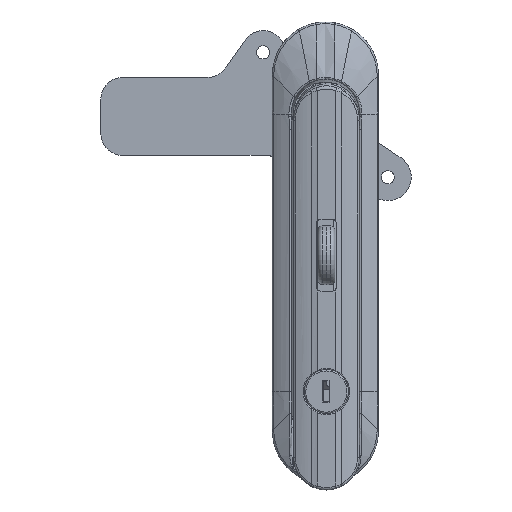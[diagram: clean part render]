
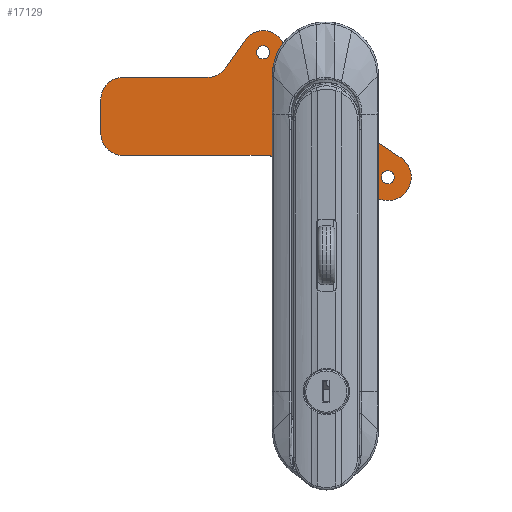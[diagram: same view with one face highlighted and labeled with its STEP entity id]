
A CAD part, top view. The second image highlights one B-rep face of the part: STEP entity #17129.
In plain terms, the highlighted face is planar.
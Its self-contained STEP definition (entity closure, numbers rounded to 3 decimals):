
#1492=FACE_BOUND('',#2970,.T.);
#1493=FACE_BOUND('',#2971,.T.);
#1494=FACE_BOUND('',#2972,.T.);
#1893=FACE_OUTER_BOUND('',#2969,.T.);
#2969=EDGE_LOOP('',(#12609,#12610,#12611,#12612,#12613,#12614,#12615,#12616,
#12617,#12618,#12619,#12620,#12621));
#2970=EDGE_LOOP('',(#12622,#12623,#12624,#12625));
#2971=EDGE_LOOP('',(#12626));
#2972=EDGE_LOOP('',(#12627));
#4017=CIRCLE('',#18346,2.1);
#4019=CIRCLE('',#18349,2.1);
#4021=CIRCLE('',#18352,11.5);
#4023=CIRCLE('',#18356,7.);
#4025=CIRCLE('',#18360,7.);
#4027=CIRCLE('',#18364,7.);
#4029=CIRCLE('',#18368,7.);
#4031=CIRCLE('',#18372,54.922);
#4033=CIRCLE('',#18375,7.5);
#4837=LINE('',#35360,#5929);
#4840=LINE('',#35366,#5932);
#4843=LINE('',#35372,#5935);
#4846=LINE('',#35376,#5938);
#4851=LINE('',#35401,#5943);
#4855=LINE('',#35413,#5947);
#4859=LINE('',#35425,#5951);
#4863=LINE('',#35437,#5955);
#4867=LINE('',#35449,#5959);
#4871=LINE('',#35464,#5963);
#5929=VECTOR('',#20869,10.2);
#5932=VECTOR('',#20874,10.2);
#5935=VECTOR('',#20879,10.2);
#5938=VECTOR('',#20884,10.2);
#5943=VECTOR('',#20909,16.102);
#5947=VECTOR('',#20921,10.845);
#5951=VECTOR('',#20933,27.319);
#5955=VECTOR('',#20945,11.);
#5959=VECTOR('',#20957,45.);
#5963=VECTOR('',#20975,16.513);
#7239=VERTEX_POINT('',#35357);
#7240=VERTEX_POINT('',#35359);
#7242=VERTEX_POINT('',#35365);
#7244=VERTEX_POINT('',#35371);
#7246=VERTEX_POINT('',#35380);
#7248=VERTEX_POINT('',#35385);
#7251=VERTEX_POINT('',#35391);
#7252=VERTEX_POINT('',#35393);
#7254=VERTEX_POINT('',#35399);
#7256=VERTEX_POINT('',#35405);
#7258=VERTEX_POINT('',#35411);
#7260=VERTEX_POINT('',#35417);
#7262=VERTEX_POINT('',#35423);
#7264=VERTEX_POINT('',#35429);
#7266=VERTEX_POINT('',#35435);
#7268=VERTEX_POINT('',#35441);
#7270=VERTEX_POINT('',#35447);
#7272=VERTEX_POINT('',#35453);
#7274=VERTEX_POINT('',#35459);
#9201=EDGE_CURVE('',#7240,#7239,#4837,.T.);
#9204=EDGE_CURVE('',#7242,#7240,#4840,.T.);
#9207=EDGE_CURVE('',#7244,#7242,#4843,.T.);
#9210=EDGE_CURVE('',#7239,#7244,#4846,.T.);
#9212=EDGE_CURVE('',#7246,#7246,#4017,.T.);
#9214=EDGE_CURVE('',#7248,#7248,#4019,.T.);
#9217=EDGE_CURVE('',#7252,#7251,#4021,.T.);
#9221=EDGE_CURVE('',#7251,#7254,#4851,.T.);
#9224=EDGE_CURVE('',#7254,#7256,#4023,.T.);
#9227=EDGE_CURVE('',#7256,#7258,#4855,.T.);
#9230=EDGE_CURVE('',#7258,#7260,#4025,.T.);
#9233=EDGE_CURVE('',#7260,#7262,#4859,.T.);
#9236=EDGE_CURVE('',#7262,#7264,#4027,.T.);
#9239=EDGE_CURVE('',#7264,#7266,#4863,.T.);
#9242=EDGE_CURVE('',#7266,#7268,#4029,.T.);
#9245=EDGE_CURVE('',#7268,#7270,#4867,.T.);
#9248=EDGE_CURVE('',#7270,#7272,#4031,.T.);
#9251=EDGE_CURVE('',#7272,#7274,#4033,.T.);
#9253=EDGE_CURVE('',#7274,#7252,#4871,.T.);
#12609=ORIENTED_EDGE('',*,*,#9253,.T.);
#12610=ORIENTED_EDGE('',*,*,#9217,.T.);
#12611=ORIENTED_EDGE('',*,*,#9221,.T.);
#12612=ORIENTED_EDGE('',*,*,#9224,.T.);
#12613=ORIENTED_EDGE('',*,*,#9227,.T.);
#12614=ORIENTED_EDGE('',*,*,#9230,.T.);
#12615=ORIENTED_EDGE('',*,*,#9233,.T.);
#12616=ORIENTED_EDGE('',*,*,#9236,.T.);
#12617=ORIENTED_EDGE('',*,*,#9239,.T.);
#12618=ORIENTED_EDGE('',*,*,#9242,.T.);
#12619=ORIENTED_EDGE('',*,*,#9245,.T.);
#12620=ORIENTED_EDGE('',*,*,#9248,.T.);
#12621=ORIENTED_EDGE('',*,*,#9251,.T.);
#12622=ORIENTED_EDGE('',*,*,#9201,.T.);
#12623=ORIENTED_EDGE('',*,*,#9210,.T.);
#12624=ORIENTED_EDGE('',*,*,#9207,.T.);
#12625=ORIENTED_EDGE('',*,*,#9204,.T.);
#12626=ORIENTED_EDGE('',*,*,#9212,.T.);
#12627=ORIENTED_EDGE('',*,*,#9214,.T.);
#16495=PLANE('',#18378);
#17129=ADVANCED_FACE('',(#1893,#1492,#1493,#1494),#16495,.F.);
#18346=AXIS2_PLACEMENT_3D('',#35381,#20889,#20890);
#18349=AXIS2_PLACEMENT_3D('',#35386,#20895,#20896);
#18352=AXIS2_PLACEMENT_3D('',#35394,#20902,#20903);
#18356=AXIS2_PLACEMENT_3D('',#35407,#20915,#20916);
#18360=AXIS2_PLACEMENT_3D('',#35419,#20927,#20928);
#18364=AXIS2_PLACEMENT_3D('',#35431,#20939,#20940);
#18368=AXIS2_PLACEMENT_3D('',#35443,#20951,#20952);
#18372=AXIS2_PLACEMENT_3D('',#35455,#20963,#20964);
#18375=AXIS2_PLACEMENT_3D('',#35461,#20970,#20971);
#18378=AXIS2_PLACEMENT_3D('',#35466,#20978,#20979);
#20869=DIRECTION('',(0.707,0.707,0.));
#20874=DIRECTION('',(0.707,-0.707,0.));
#20879=DIRECTION('',(-0.707,-0.707,0.));
#20884=DIRECTION('',(-0.707,0.707,0.));
#20889=DIRECTION('center_axis',(0.,0.,1.));
#20890=DIRECTION('ref_axis',(-1.,0.,0.));
#20895=DIRECTION('center_axis',(0.,0.,1.));
#20896=DIRECTION('ref_axis',(-1.,0.,0.));
#20902=DIRECTION('center_axis',(0.,0.,-1.));
#20903=DIRECTION('ref_axis',(-0.478,-0.878,0.));
#20909=DIRECTION('',(0.533,0.846,0.));
#20915=DIRECTION('center_axis',(0.,0.,-1.));
#20916=DIRECTION('ref_axis',(-0.824,-0.567,0.));
#20921=DIRECTION('',(0.567,-0.824,0.));
#20927=DIRECTION('center_axis',(0.,0.,1.));
#20928=DIRECTION('ref_axis',(-0.824,-0.567,0.));
#20933=DIRECTION('',(1.,0.,0.));
#20939=DIRECTION('center_axis',(0.,0.,-1.));
#20940=DIRECTION('ref_axis',(-1.,0.,0.));
#20945=DIRECTION('',(0.,-1.,0.));
#20951=DIRECTION('center_axis',(0.,0.,-1.));
#20952=DIRECTION('ref_axis',(0.,1.,0.));
#20957=DIRECTION('',(-1.,0.,0.));
#20963=DIRECTION('center_axis',(0.,0.,1.));
#20964=DIRECTION('ref_axis',(0.,1.,0.));
#20970=DIRECTION('center_axis',(0.,0.,-1.));
#20971=DIRECTION('ref_axis',(0.563,-0.826,0.));
#20975=DIRECTION('',(0.826,0.563,0.));
#20978=DIRECTION('center_axis',(0.,0.,1.));
#20979=DIRECTION('ref_axis',(1.,0.,0.));
#35357=CARTESIAN_POINT('',(7.212,0.,0.));
#35359=CARTESIAN_POINT('',(0.,-7.212,0.));
#35360=CARTESIAN_POINT('',(10.335,3.123,0.));
#35365=CARTESIAN_POINT('',(-7.212,0.,0.));
#35366=CARTESIAN_POINT('',(4.156,-11.368,0.));
#35371=CARTESIAN_POINT('',(0.,7.212,0.));
#35372=CARTESIAN_POINT('',(-0.483,6.729,0.));
#35376=CARTESIAN_POINT('',(7.762,-0.55,0.));
#35380=CARTESIAN_POINT('',(-17.9,-20.,0.));
#35381=CARTESIAN_POINT('Origin',(-20.,-20.,0.));
#35385=CARTESIAN_POINT('',(22.1,20.,0.));
#35386=CARTESIAN_POINT('Origin',(20.,20.,0.));
#35391=CARTESIAN_POINT('',(5.5,10.1,0.));
#35393=CARTESIAN_POINT('',(-10.583,-4.5,0.));
#35394=CARTESIAN_POINT('Origin',(0.,0.,0.));
#35399=CARTESIAN_POINT('',(14.075,23.728,0.));
#35401=CARTESIAN_POINT('',(5.5,10.1,0.));
#35405=CARTESIAN_POINT('',(25.767,23.967,0.));
#35407=CARTESIAN_POINT('Origin',(20.,20.,0.));
#35411=CARTESIAN_POINT('',(31.914,15.033,0.));
#35413=CARTESIAN_POINT('',(25.767,23.967,0.));
#35417=CARTESIAN_POINT('',(37.681,12.,0.));
#35419=CARTESIAN_POINT('Origin',(37.681,19.,0.));
#35423=CARTESIAN_POINT('',(65.,12.,0.));
#35425=CARTESIAN_POINT('',(37.681,12.,0.));
#35429=CARTESIAN_POINT('',(72.,5.,0.));
#35431=CARTESIAN_POINT('Origin',(65.,5.,0.));
#35435=CARTESIAN_POINT('',(72.,-6.,0.));
#35437=CARTESIAN_POINT('',(72.,5.,0.));
#35441=CARTESIAN_POINT('',(65.,-13.,0.));
#35443=CARTESIAN_POINT('Origin',(65.,-6.,0.));
#35447=CARTESIAN_POINT('',(20.,-13.,0.));
#35449=CARTESIAN_POINT('',(65.,-13.,0.));
#35453=CARTESIAN_POINT('',(-15.194,-25.758,0.));
#35455=CARTESIAN_POINT('Origin',(20.,-67.922,0.));
#35459=CARTESIAN_POINT('',(-24.226,-13.804,0.));
#35461=CARTESIAN_POINT('Origin',(-20.,-20.,0.));
#35464=CARTESIAN_POINT('',(-24.226,-13.804,0.));
#35466=CARTESIAN_POINT('Origin',(21.77,-2.066,0.));
